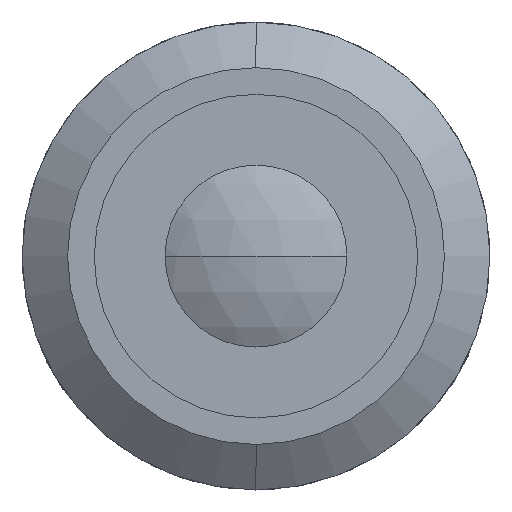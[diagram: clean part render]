
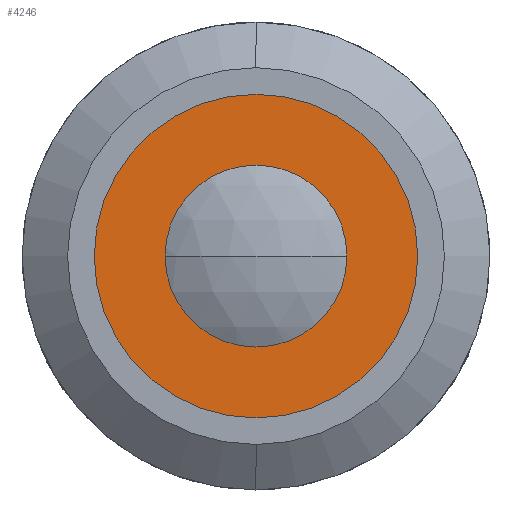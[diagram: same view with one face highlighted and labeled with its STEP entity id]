
A CAD part, left-side view. The second image highlights one B-rep face of the part: STEP entity #4246.
In plain terms, the highlighted planar face has unit normal (-1, 0, 0).
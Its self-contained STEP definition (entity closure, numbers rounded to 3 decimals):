
#10 = DIRECTION ( 'NONE',  ( 0., 0., 1. ) ) ;
#157 = EDGE_LOOP ( 'NONE', ( #2588, #2935 ) ) ;
#354 = EDGE_LOOP ( 'NONE', ( #2570, #2109 ) ) ;
#454 = DIRECTION ( 'NONE',  ( 1., 0., 0. ) ) ;
#491 = EDGE_CURVE ( 'NONE', #4322, #3472, #2288, .T. ) ;
#538 = FACE_BOUND ( 'NONE', #354, .T. ) ;
#826 = DIRECTION ( 'NONE',  ( -1., 0., 0. ) ) ;
#1098 = CARTESIAN_POINT ( 'NONE',  ( 3.8, 0., 0. ) ) ;
#1147 = CIRCLE ( 'NONE', #2338, 13. ) ;
#1286 = EDGE_CURVE ( 'NONE', #3472, #4322, #1147, .T. ) ;
#1343 = CARTESIAN_POINT ( 'NONE',  ( 3.8, 0., 0. ) ) ;
#1459 = VERTEX_POINT ( 'NONE', #1763 ) ;
#1473 = CARTESIAN_POINT ( 'NONE',  ( 3.8, 0., -13. ) ) ;
#1602 = CARTESIAN_POINT ( 'NONE',  ( 3.8, 0., -7. ) ) ;
#1621 = AXIS2_PLACEMENT_3D ( 'NONE', #1098, #1886, #1848 ) ;
#1690 = AXIS2_PLACEMENT_3D ( 'NONE', #3593, #1877, #10 ) ;
#1763 = CARTESIAN_POINT ( 'NONE',  ( 3.8, 0., 7. ) ) ;
#1848 = DIRECTION ( 'NONE',  ( 0., 0., 1. ) ) ;
#1877 = DIRECTION ( 'NONE',  ( -1., 0., 0. ) ) ;
#1886 = DIRECTION ( 'NONE',  ( -1., 0., 0. ) ) ;
#1934 = CARTESIAN_POINT ( 'NONE',  ( 3.8, 0., 0. ) ) ;
#2109 = ORIENTED_EDGE ( 'NONE', *, *, #2462, .F. ) ;
#2288 = CIRCLE ( 'NONE', #1690, 13. ) ;
#2338 = AXIS2_PLACEMENT_3D ( 'NONE', #1343, #4169, #2741 ) ;
#2462 = EDGE_CURVE ( 'NONE', #3635, #1459, #2807, .T. ) ;
#2570 = ORIENTED_EDGE ( 'NONE', *, *, #3418, .F. ) ;
#2588 = ORIENTED_EDGE ( 'NONE', *, *, #491, .T. ) ;
#2606 = DIRECTION ( 'NONE',  ( 0., 0., -1. ) ) ;
#2696 = DIRECTION ( 'NONE',  ( 0., 0., 1. ) ) ;
#2741 = DIRECTION ( 'NONE',  ( 0., 0., 1. ) ) ;
#2807 = CIRCLE ( 'NONE', #3983, 7. ) ;
#2932 = CARTESIAN_POINT ( 'NONE',  ( 3.8, 13., 0. ) ) ;
#2935 = ORIENTED_EDGE ( 'NONE', *, *, #1286, .T. ) ;
#3029 = CIRCLE ( 'NONE', #1621, 7. ) ;
#3273 = PLANE ( 'NONE',  #3491 ) ;
#3418 = EDGE_CURVE ( 'NONE', #1459, #3635, #3029, .T. ) ;
#3472 = VERTEX_POINT ( 'NONE', #1473 ) ;
#3491 = AXIS2_PLACEMENT_3D ( 'NONE', #2932, #454, #2606 ) ;
#3593 = CARTESIAN_POINT ( 'NONE',  ( 3.8, 0., 0. ) ) ;
#3635 = VERTEX_POINT ( 'NONE', #1602 ) ;
#3646 = FACE_OUTER_BOUND ( 'NONE', #157, .T. ) ;
#3983 = AXIS2_PLACEMENT_3D ( 'NONE', #1934, #826, #2696 ) ;
#4064 = CARTESIAN_POINT ( 'NONE',  ( 3.8, 0., 13. ) ) ;
#4169 = DIRECTION ( 'NONE',  ( -1., 0., 0. ) ) ;
#4246 = ADVANCED_FACE ( 'NONE', ( #538, #3646 ), #3273, .F. ) ;
#4322 = VERTEX_POINT ( 'NONE', #4064 ) ;
